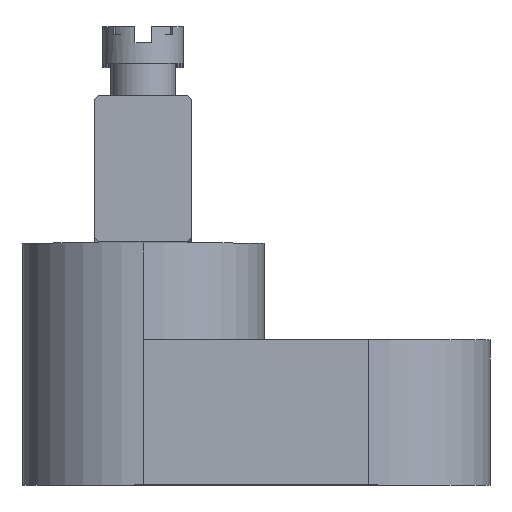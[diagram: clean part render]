
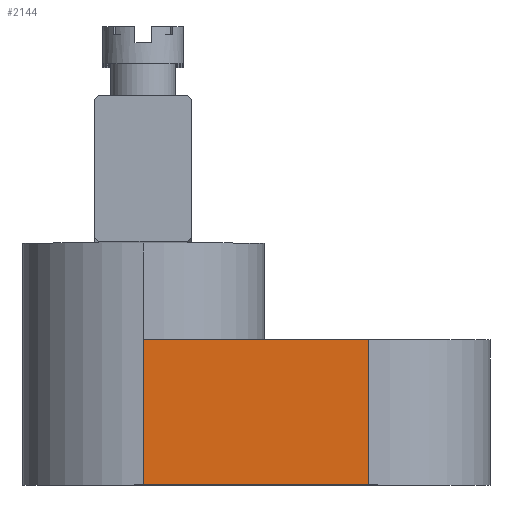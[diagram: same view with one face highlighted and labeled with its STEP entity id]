
A CAD part, top view. The second image highlights one B-rep face of the part: STEP entity #2144.
In plain terms, the highlighted planar face has unit normal (0, 0, 1).
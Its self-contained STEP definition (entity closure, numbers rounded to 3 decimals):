
#311 = LINE ( 'NONE', #5674, #4620 ) ;
#801 = CARTESIAN_POINT ( 'NONE',  ( 7., 0., 7.5 ) ) ;
#1259 = EDGE_CURVE ( 'NONE', #8860, #3380, #5765, .T. ) ;
#1298 = ORIENTED_EDGE ( 'NONE', *, *, #1259, .T. ) ;
#1366 = LINE ( 'NONE', #4469, #5753 ) ;
#1558 = EDGE_CURVE ( 'NONE', #10044, #3380, #311, .T. ) ;
#1707 = EDGE_CURVE ( 'NONE', #2959, #10044, #1366, .T. ) ;
#2045 = EDGE_CURVE ( 'NONE', #2959, #8860, #9709, .T. ) ;
#2144 = ADVANCED_FACE ( 'NONE', ( #8848 ), #9522, .F. ) ;
#2959 = VERTEX_POINT ( 'NONE', #7480 ) ;
#2979 = ORIENTED_EDGE ( 'NONE', *, *, #1707, .F. ) ;
#3337 = DIRECTION ( 'NONE',  ( 1., 0., 0. ) ) ;
#3380 = VERTEX_POINT ( 'NONE', #3753 ) ;
#3567 = VECTOR ( 'NONE', #3337, 1000. ) ;
#3753 = CARTESIAN_POINT ( 'NONE',  ( 7., 9., 7.5 ) ) ;
#4324 = ORIENTED_EDGE ( 'NONE', *, *, #1558, .F. ) ;
#4369 = DIRECTION ( 'NONE',  ( 0., 1., 0. ) ) ;
#4469 = CARTESIAN_POINT ( 'NONE',  ( -7., -10.607, 7.5 ) ) ;
#4620 = VECTOR ( 'NONE', #5675, 1000. ) ;
#5231 = CARTESIAN_POINT ( 'NONE',  ( -14.5, 0., 7.5 ) ) ;
#5674 = CARTESIAN_POINT ( 'NONE',  ( -14.5, 9., 7.5 ) ) ;
#5675 = DIRECTION ( 'NONE',  ( 1., 0., 0. ) ) ;
#5753 = VECTOR ( 'NONE', #4369, 1000. ) ;
#5765 = LINE ( 'NONE', #8120, #9524 ) ;
#7225 = ORIENTED_EDGE ( 'NONE', *, *, #2045, .T. ) ;
#7480 = CARTESIAN_POINT ( 'NONE',  ( -7., 0., 7.5 ) ) ;
#7840 = EDGE_LOOP ( 'NONE', ( #1298, #4324, #2979, #7225 ) ) ;
#8060 = CARTESIAN_POINT ( 'NONE',  ( -7., 9., 7.5 ) ) ;
#8120 = CARTESIAN_POINT ( 'NONE',  ( 7., -10.607, 7.5 ) ) ;
#8161 = DIRECTION ( 'NONE',  ( 0., 1., 0. ) ) ;
#8848 = FACE_OUTER_BOUND ( 'NONE', #7840, .T. ) ;
#8860 = VERTEX_POINT ( 'NONE', #801 ) ;
#9170 = AXIS2_PLACEMENT_3D ( 'NONE', #9572, #9542, #9348 ) ;
#9348 = DIRECTION ( 'NONE',  ( -1., 0., 0. ) ) ;
#9522 = PLANE ( 'NONE',  #9170 ) ;
#9524 = VECTOR ( 'NONE', #8161, 1000. ) ;
#9542 = DIRECTION ( 'NONE',  ( 0., 0., -1. ) ) ;
#9572 = CARTESIAN_POINT ( 'NONE',  ( -14.5, 9., 7.5 ) ) ;
#9709 = LINE ( 'NONE', #5231, #3567 ) ;
#10044 = VERTEX_POINT ( 'NONE', #8060 ) ;
